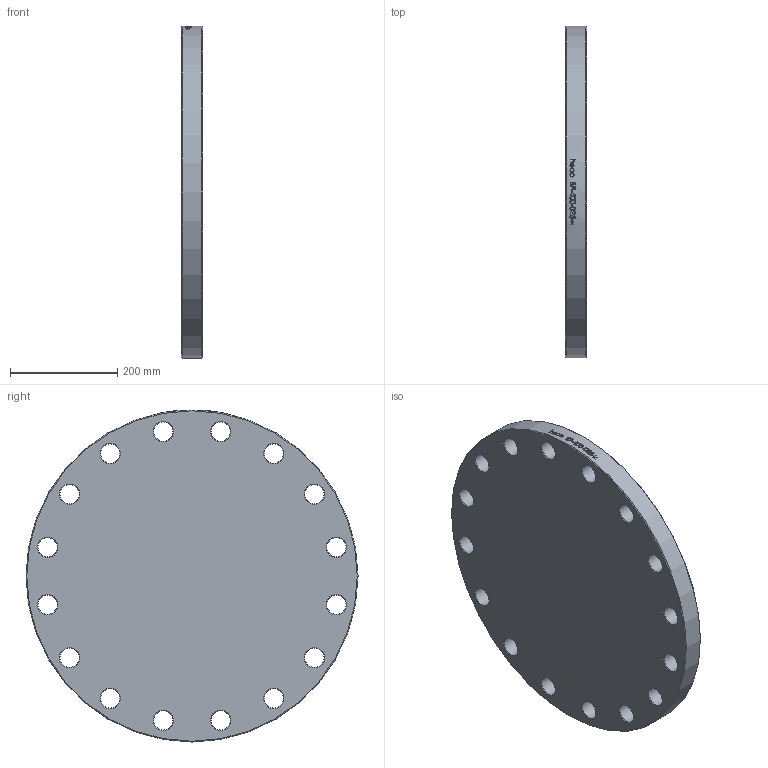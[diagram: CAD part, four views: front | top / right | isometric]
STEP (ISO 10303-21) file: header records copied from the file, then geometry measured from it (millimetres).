
FILE_DESCRIPTION (( 'STEP AP214' ), '1' );
FILE_NAME ('BF-400-025-x Blindflansch PN25 DIN2527 EN1092 2103.STEP', '2021-03-08T15:57:18', ( '' ), ( '' ), 'SwSTEP 2.0', 'SolidWorks 2019', '' );
FILE_SCHEMA (( 'AUTOMOTIVE_DESIGN' ));
Length unit declared in the file: millimetre
Products named in the file (1): BF-400-025-x Blindflansch PN25 DIN2527 EN1092 2103
Bounding box: 40 x 620 x 620 mm (x, y, z)
Volume: 11414568 mm3; surface area: 715989.4 mm2
Topology: 1 solids, 1 shells, 77 faces, 302 edges, 251 vertices
Faces by surface type: cylinder 41, cone 34, plane 2
Full cylindrical faces by diameter (mm): 36 x16, 620 x1
Entity records: 7275 total; most frequent: CARTESIAN_POINT 4765, ORIENTED_EDGE 468, DIRECTION 394, EDGE_CURVE 234, VERTEX_POINT 234, AXIS2_PLACEMENT_3D 184, EDGE_LOOP 184, CIRCLE 106
